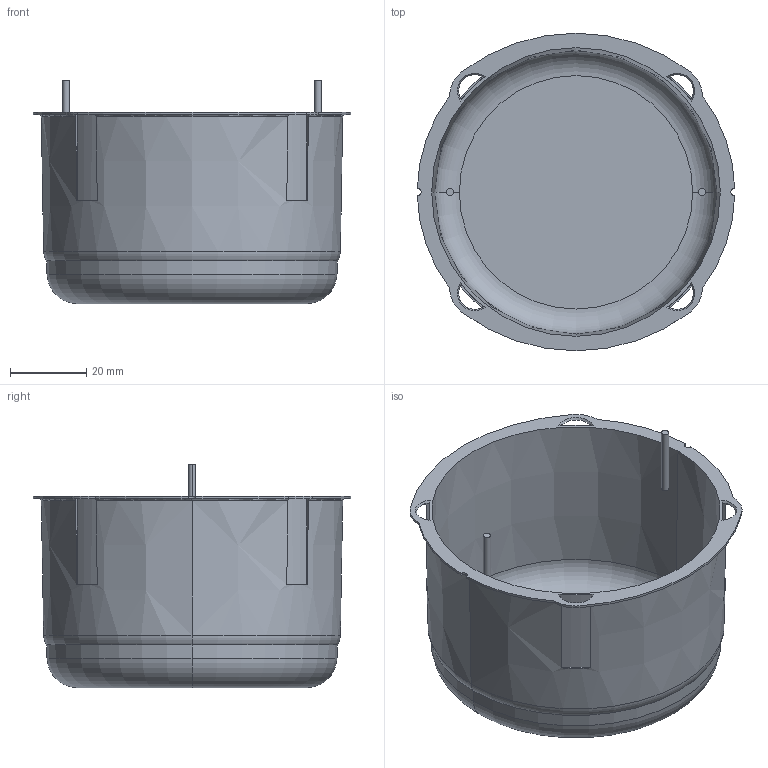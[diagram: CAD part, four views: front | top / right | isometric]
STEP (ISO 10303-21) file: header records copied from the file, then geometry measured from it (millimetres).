
FILE_DESCRIPTION(('CATIA V5 STEP Exchange','CAx-IF Rec.Pracs.--- Model Styling and Organization---1.5--- 2016-08-15','CAx-IF Rec.Pracs.---Supplemental Geometry---1.0---2011-11-01','CAx-IF Rec.Pracs.--- Composite Materials ---1.1---2010-07-15'),'2;1');
FILE_NAME('080188.stp','2022-09-23T12:32:08+00:00',('none'),('none'),'CATIA Version 5-6 Release 2020 SP3','CATIA V5 STEP AP214 v2','none');
FILE_SCHEMA(('AUTOMOTIVE_DESIGN { 1 0 10303 214 1 1 1 1 }'));
Length unit declared in the file: millimetre
Products named in the file (1): EG00760_A
Bounding box: 83.18 x 83.21 x 58.5 mm (x, y, z)
Volume: 24429.7 mm3; surface area: 32994 mm2
Topology: 3 solids, 3 shells, 62 faces, 164 edges, 106 vertices
Faces by surface type: cone 22, cylinder 16, plane 12, torus 12
Entity records: 1874 total; most frequent: CARTESIAN_POINT 452, ORIENTED_EDGE 328, DIRECTION 214, EDGE_CURVE 164, AXIS2_PLACEMENT_3D 148, VERTEX_POINT 106, CIRCLE 102, EDGE_LOOP 68
